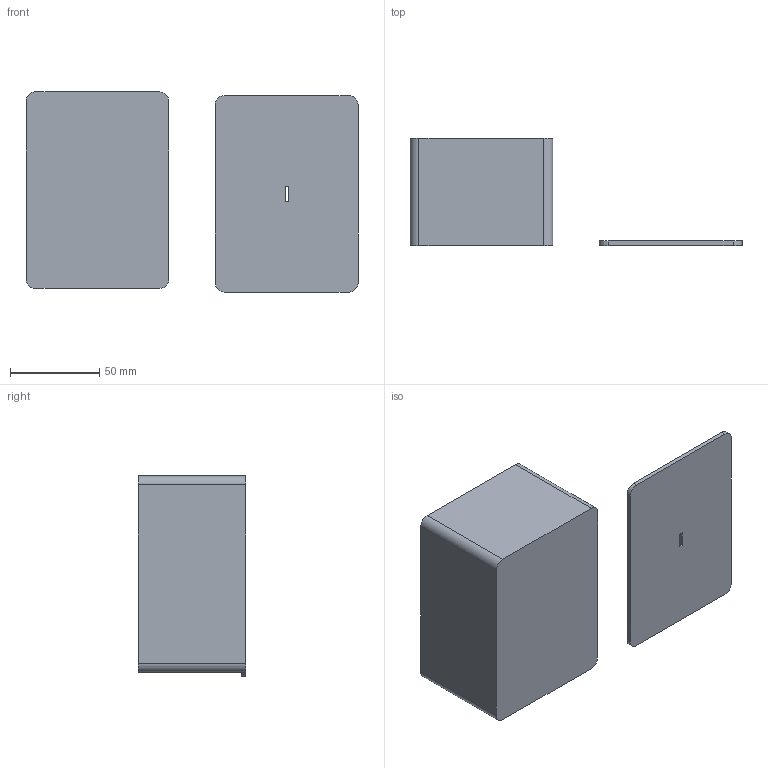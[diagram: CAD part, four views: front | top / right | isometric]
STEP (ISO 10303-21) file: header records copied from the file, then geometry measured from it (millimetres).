
FILE_DESCRIPTION(/* description */ (''),/* implementation_level */ '2;1');
FILE_NAME(/* name */ 'Christmas tree lamp case.step',/* time_stamp */ '2026-01-02T20:44:15+08:00',/* author */ (''),/* organization */ (''),/* preprocessor_version */ 'ST-DEVELOPER v20.1',/* originating_system */ 'Autodesk Translation Framework v14.21.0.0',/* authorisation */ '');
FILE_SCHEMA (('AUTOMOTIVE_DESIGN { 1 0 10303 214 3 1 1 }'));
Length unit declared in the file: millimetre
Products named in the file (1): 2026-01-01-16-58-37-994
Bounding box: 185.93 x 60 x 112.1 mm (x, y, z)
Volume: 272965.6 mm3; surface area: 77118.5 mm2
Topology: 2 solids, 2 shells, 37 faces, 84 edges, 56 vertices
Faces by surface type: plane 25, cylinder 12
Full cylindrical faces by diameter (mm): 6 x4
Entity records: 1078 total; most frequent: DIRECTION 184, CARTESIAN_POINT 178, ORIENTED_EDGE 168, EDGE_CURVE 84, AXIS2_PLACEMENT_3D 62, LINE 60, VECTOR 60, VERTEX_POINT 56
